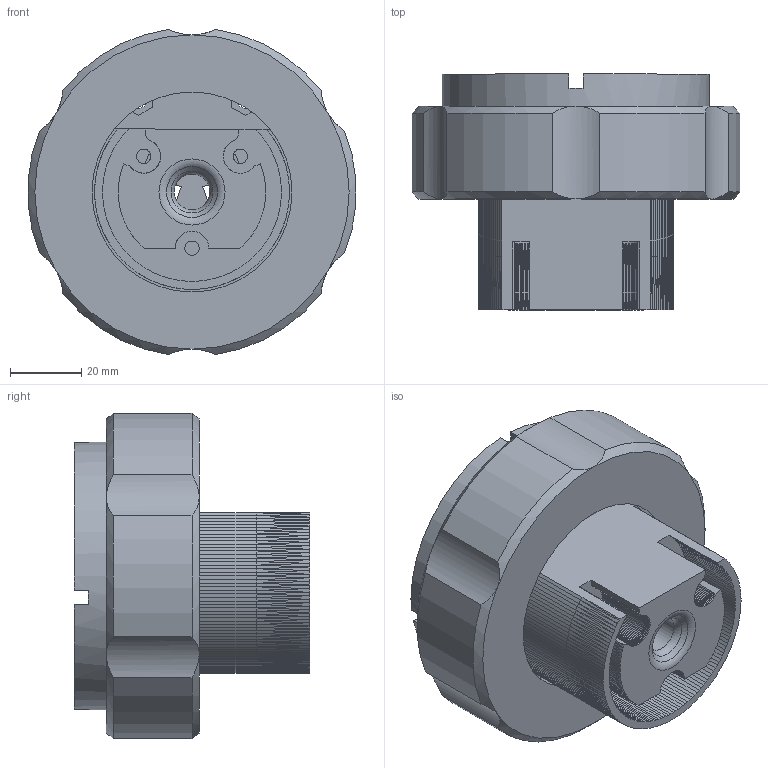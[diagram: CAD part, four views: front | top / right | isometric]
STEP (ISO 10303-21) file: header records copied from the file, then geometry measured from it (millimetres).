
FILE_DESCRIPTION(/* description */ (''),/* implementation_level */ '2;1');
FILE_NAME(/* name */ 'QR HUB v24.step',/* time_stamp */ '2022-08-29T20:47:36+02:00',/* author */ (''),/* organization */ (''),/* preprocessor_version */ 'ST-DEVELOPER v19',/* originating_system */ 'Autodesk Translation Framework v11.7.0.108',/* authorisation */ '');
FILE_SCHEMA (('AUTOMOTIVE_DESIGN { 1 0 10303 214 3 1 1 }'));
Products named in the file (4): QR HUB; QR_BASE; QR_WHEEL; NUT
Assembly tree (3 placements, depth 2):
  QR HUB
    QR_BASE
    QR_WHEEL
    NUT
Bounding box: 91.75 x 66 x 91.06 mm (x, y, z)
Volume: 210244.3 mm3; surface area: 80957.5 mm2
Topology: 3 solids, 3 shells, 2506 faces, 5604 edges, 3115 vertices
Faces by surface type: plane 2395, cylinder 90, cone 15, bspline 4, torus 2
Full cylindrical faces by diameter (mm): 3 x8, 5 x6, 10 x1, 56 x1, 74.905 x2, 76.053 x2, 82.014 x1, 82.55 x3
Entity records: 68408 total; most frequent: CARTESIAN_POINT 13908, ORIENTED_EDGE 11208, DIRECTION 10734, EDGE_CURVE 5604, LINE 5334, VECTOR 5334, VERTEX_POINT 3115, AXIS2_PLACEMENT_3D 2700
